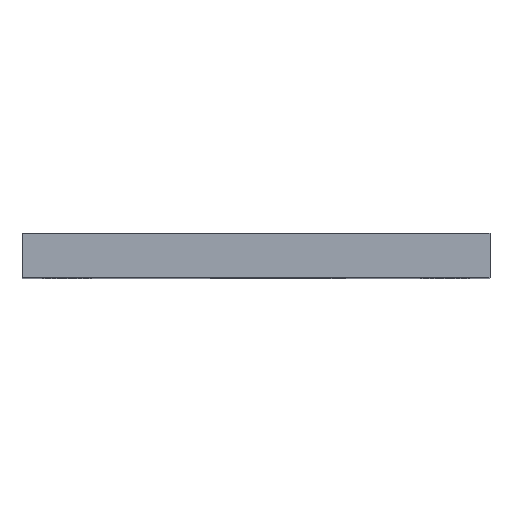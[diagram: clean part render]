
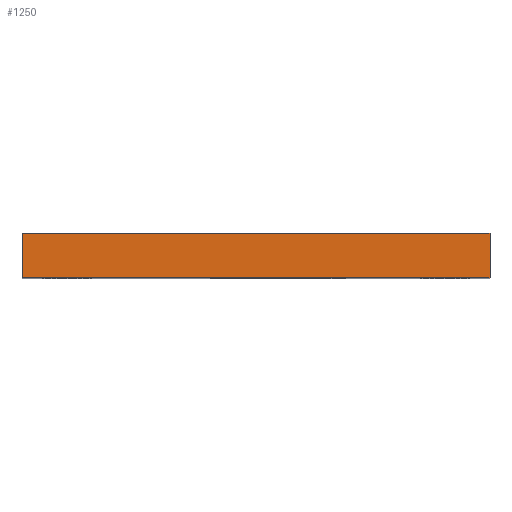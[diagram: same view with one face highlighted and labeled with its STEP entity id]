
A CAD part, top view. The second image highlights one B-rep face of the part: STEP entity #1250.
In plain terms, the highlighted planar face has unit normal (0, 0, 1).
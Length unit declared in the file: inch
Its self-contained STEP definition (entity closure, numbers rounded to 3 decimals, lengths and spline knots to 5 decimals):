
#55 = AXIS2_PLACEMENT_3D ( 'NONE', #1190, #1082, #409 ) ;
#67 = VERTEX_POINT ( 'NONE', #619 ) ;
#101 = ORIENTED_EDGE ( 'NONE', *, *, #987, .T. ) ;
#166 = VERTEX_POINT ( 'NONE', #231 ) ;
#231 = CARTESIAN_POINT ( 'NONE',  ( -0.6565, 0.125, 0.807 ) ) ;
#264 = EDGE_LOOP ( 'NONE', ( #101, #934, #448, #385 ) ) ;
#272 = VECTOR ( 'NONE', #1206, 39.37008 ) ;
#296 = CARTESIAN_POINT ( 'NONE',  ( 0.6565, 0.125, 0.807 ) ) ;
#300 = LINE ( 'NONE', #707, #272 ) ;
#301 = LINE ( 'NONE', #571, #348 ) ;
#347 = VECTOR ( 'NONE', #488, 39.37008 ) ;
#348 = VECTOR ( 'NONE', #876, 39.37008 ) ;
#385 = ORIENTED_EDGE ( 'NONE', *, *, #613, .T. ) ;
#391 = EDGE_CURVE ( 'NONE', #1224, #67, #301, .T. ) ;
#399 = PLANE ( 'NONE',  #55 ) ;
#409 = DIRECTION ( 'NONE',  ( -1., 0., 0. ) ) ;
#448 = ORIENTED_EDGE ( 'NONE', *, *, #779, .F. ) ;
#488 = DIRECTION ( 'NONE',  ( 0., -1., 0. ) ) ;
#531 = VECTOR ( 'NONE', #653, 39.37008 ) ;
#571 = CARTESIAN_POINT ( 'NONE',  ( 0.6565, 0.125, 0.807 ) ) ;
#613 = EDGE_CURVE ( 'NONE', #166, #918, #614, .T. ) ;
#614 = LINE ( 'NONE', #1089, #347 ) ;
#619 = CARTESIAN_POINT ( 'NONE',  ( 0.6565, 0., 0.807 ) ) ;
#653 = DIRECTION ( 'NONE',  ( 1., 0., 0. ) ) ;
#707 = CARTESIAN_POINT ( 'NONE',  ( -0.6565, 0.125, 0.807 ) ) ;
#779 = EDGE_CURVE ( 'NONE', #166, #1224, #300, .T. ) ;
#876 = DIRECTION ( 'NONE',  ( 0., -1., 0. ) ) ;
#910 = FACE_OUTER_BOUND ( 'NONE', #264, .T. ) ;
#918 = VERTEX_POINT ( 'NONE', #963 ) ;
#934 = ORIENTED_EDGE ( 'NONE', *, *, #391, .F. ) ;
#963 = CARTESIAN_POINT ( 'NONE',  ( -0.6565, 0., 0.807 ) ) ;
#987 = EDGE_CURVE ( 'NONE', #918, #67, #1111, .T. ) ;
#1082 = DIRECTION ( 'NONE',  ( 0., 0., -1. ) ) ;
#1089 = CARTESIAN_POINT ( 'NONE',  ( -0.6565, 0.125, 0.807 ) ) ;
#1111 = LINE ( 'NONE', #1133, #531 ) ;
#1133 = CARTESIAN_POINT ( 'NONE',  ( -0.6565, 0., 0.807 ) ) ;
#1190 = CARTESIAN_POINT ( 'NONE',  ( -0.6565, 0.125, 0.807 ) ) ;
#1206 = DIRECTION ( 'NONE',  ( 1., 0., 0. ) ) ;
#1224 = VERTEX_POINT ( 'NONE', #296 ) ;
#1250 = ADVANCED_FACE ( 'NONE', ( #910 ), #399, .F. ) ;
